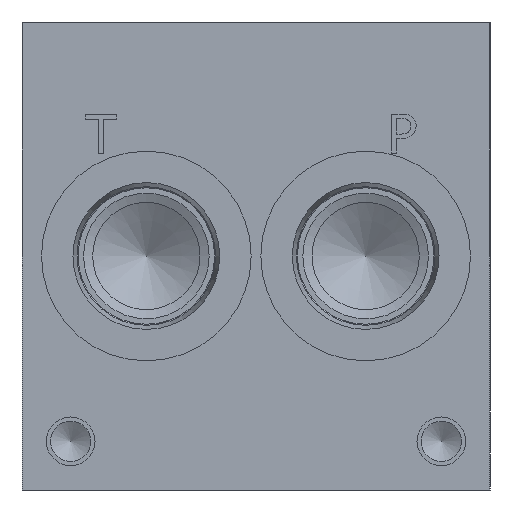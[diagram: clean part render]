
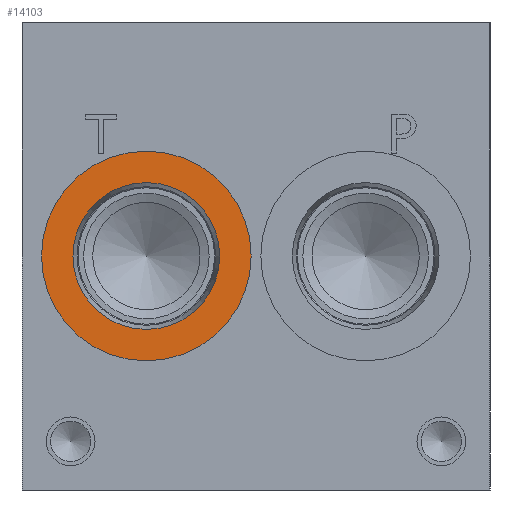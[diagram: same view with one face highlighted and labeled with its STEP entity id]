
A CAD part, left-side view. The second image highlights one B-rep face of the part: STEP entity #14103.
In plain terms, the highlighted planar face has unit normal (-1, 0, 0).
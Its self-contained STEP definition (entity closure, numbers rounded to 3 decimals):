
#256=CIRCLE('',#14759,17.069);
#257=CIRCLE('',#14760,17.069);
#258=CIRCLE('',#14762,11.951);
#259=CIRCLE('',#14763,11.951);
#556=FACE_BOUND('',#2557,.T.);
#1750=FACE_OUTER_BOUND('',#2556,.T.);
#2556=EDGE_LOOP('',(#11860,#11861));
#2557=EDGE_LOOP('',(#11862,#11863));
#6401=VERTEX_POINT('',#23909);
#6402=VERTEX_POINT('',#23911);
#6403=VERTEX_POINT('',#23915);
#6404=VERTEX_POINT('',#23916);
#8291=EDGE_CURVE('',#6401,#6402,#256,.T.);
#8292=EDGE_CURVE('',#6402,#6401,#257,.T.);
#8293=EDGE_CURVE('',#6403,#6404,#258,.T.);
#8294=EDGE_CURVE('',#6404,#6403,#259,.T.);
#11860=ORIENTED_EDGE('',*,*,#8292,.F.);
#11861=ORIENTED_EDGE('',*,*,#8291,.F.);
#11862=ORIENTED_EDGE('',*,*,#8293,.T.);
#11863=ORIENTED_EDGE('',*,*,#8294,.T.);
#12950=PLANE('',#14761);
#14103=ADVANCED_FACE('',(#1750,#556),#12950,.F.);
#14759=AXIS2_PLACEMENT_3D('',#23912,#17296,#17297);
#14760=AXIS2_PLACEMENT_3D('',#23913,#17298,#17299);
#14761=AXIS2_PLACEMENT_3D('',#23914,#17300,#17301);
#14762=AXIS2_PLACEMENT_3D('',#23917,#17302,#17303);
#14763=AXIS2_PLACEMENT_3D('',#23918,#17304,#17305);
#17296=DIRECTION('center_axis',(1.,0.,0.));
#17297=DIRECTION('ref_axis',(0.,0.,-1.));
#17298=DIRECTION('center_axis',(1.,0.,0.));
#17299=DIRECTION('ref_axis',(0.,0.,-1.));
#17300=DIRECTION('center_axis',(1.,0.,0.));
#17301=DIRECTION('ref_axis',(0.,0.,-1.));
#17302=DIRECTION('center_axis',(1.,0.,0.));
#17303=DIRECTION('ref_axis',(0.,0.,-1.));
#17304=DIRECTION('center_axis',(1.,0.,0.));
#17305=DIRECTION('ref_axis',(0.,0.,-1.));
#23909=CARTESIAN_POINT('',(0.787,55.956,21.031));
#23911=CARTESIAN_POINT('',(0.787,55.956,55.169));
#23912=CARTESIAN_POINT('Origin',(0.787,55.956,38.1));
#23913=CARTESIAN_POINT('Origin',(0.787,55.956,38.1));
#23914=CARTESIAN_POINT('Origin',(0.787,55.956,50.051));
#23915=CARTESIAN_POINT('',(0.787,55.956,50.051));
#23916=CARTESIAN_POINT('',(0.787,55.956,26.149));
#23917=CARTESIAN_POINT('Origin',(0.787,55.956,38.1));
#23918=CARTESIAN_POINT('Origin',(0.787,55.956,38.1));
